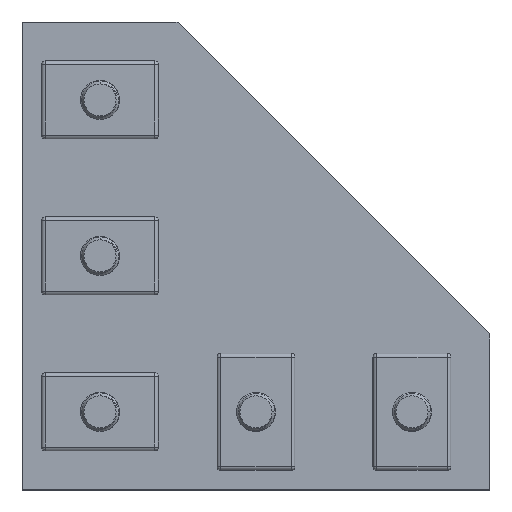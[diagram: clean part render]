
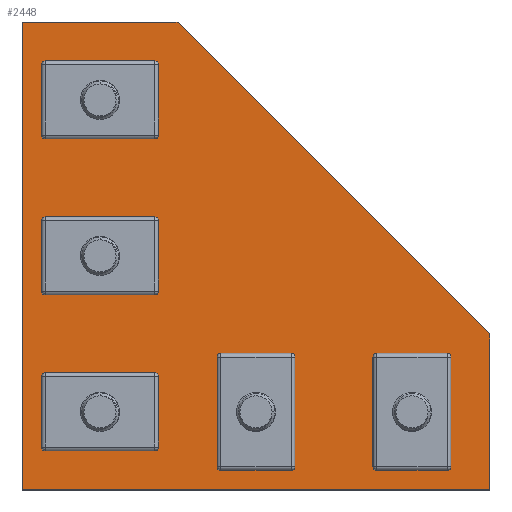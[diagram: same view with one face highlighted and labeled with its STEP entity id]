
A CAD part, top view. The second image highlights one B-rep face of the part: STEP entity #2448.
In plain terms, the highlighted planar face has unit normal (0, 0, 1).
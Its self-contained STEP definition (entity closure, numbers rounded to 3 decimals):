
#47 = EDGE_CURVE ( 'NONE', #6191, #5758, #5892, .T. ) ;
#60 = CIRCLE ( 'NONE', #5685, 2.5 ) ;
#73 = EDGE_CURVE ( 'NONE', #1171, #2034, #851, .T. ) ;
#149 = EDGE_CURVE ( 'NONE', #909, #6191, #5610, .T. ) ;
#195 = EDGE_CURVE ( 'NONE', #5642, #2218, #60, .T. ) ;
#234 = EDGE_CURVE ( 'NONE', #3434, #909, #3879, .T. ) ;
#235 = VECTOR ( 'NONE', #5365, 1000. ) ;
#292 = PLANE ( 'NONE',  #5738 ) ;
#303 = EDGE_CURVE ( 'NONE', #5708, #3434, #3571, .T. ) ;
#312 = ORIENTED_EDGE ( 'NONE', *, *, #303, .T. ) ;
#375 = CARTESIAN_POINT ( 'NONE',  ( 0., 0., 0. ) ) ;
#411 = CARTESIAN_POINT ( 'NONE',  ( 60., 0., 0. ) ) ;
#495 = CARTESIAN_POINT ( 'NONE',  ( 47.5, 10., 0. ) ) ;
#512 = AXIS2_PLACEMENT_3D ( 'NONE', #3609, #635, #3210 ) ;
#517 = EDGE_CURVE ( 'NONE', #2218, #5642, #1465, .T. ) ;
#528 = EDGE_CURVE ( 'NONE', #2034, #1171, #5214, .T. ) ;
#564 = EDGE_CURVE ( 'NONE', #1914, #3916, #6304, .T. ) ;
#580 = EDGE_CURVE ( 'NONE', #6252, #2361, #1173, .T. ) ;
#615 = EDGE_CURVE ( 'NONE', #5383, #3583, #1318, .T. ) ;
#635 = DIRECTION ( 'NONE',  ( 0., 0., 1. ) ) ;
#681 = CARTESIAN_POINT ( 'NONE',  ( 27.5, 10., 0. ) ) ;
#816 = CIRCLE ( 'NONE', #1463, 2.5 ) ;
#831 = DIRECTION ( 'NONE',  ( 1., 0., 0. ) ) ;
#836 = DIRECTION ( 'NONE',  ( 0., 0., 1. ) ) ;
#847 = CARTESIAN_POINT ( 'NONE',  ( 10., 10., 0. ) ) ;
#851 = CIRCLE ( 'NONE', #3766, 2.5 ) ;
#909 = VERTEX_POINT ( 'NONE', #4055 ) ;
#1108 = DIRECTION ( 'NONE',  ( 0., 0., 1. ) ) ;
#1119 = DIRECTION ( 'NONE',  ( 0., 0., 1. ) ) ;
#1157 = FACE_BOUND ( 'NONE', #3271, .T. ) ;
#1171 = VERTEX_POINT ( 'NONE', #3184 ) ;
#1173 = CIRCLE ( 'NONE', #2200, 2.5 ) ;
#1200 = AXIS2_PLACEMENT_3D ( 'NONE', #4197, #1225, #2917 ) ;
#1225 = DIRECTION ( 'NONE',  ( 0., 0., 1. ) ) ;
#1305 = DIRECTION ( 'NONE',  ( 0., 0., -1. ) ) ;
#1318 = CIRCLE ( 'NONE', #2514, 2.5 ) ;
#1463 = AXIS2_PLACEMENT_3D ( 'NONE', #4093, #1108, #4559 ) ;
#1465 = CIRCLE ( 'NONE', #5874, 2.5 ) ;
#1518 = EDGE_CURVE ( 'NONE', #5758, #5708, #3319, .T. ) ;
#1604 = ORIENTED_EDGE ( 'NONE', *, *, #517, .F. ) ;
#1914 = VERTEX_POINT ( 'NONE', #1976 ) ;
#1951 = EDGE_LOOP ( 'NONE', ( #2690, #312, #3391, #5327, #3505 ) ) ;
#1976 = CARTESIAN_POINT ( 'NONE',  ( 52.5, 10., 0. ) ) ;
#2034 = VERTEX_POINT ( 'NONE', #4977 ) ;
#2200 = AXIS2_PLACEMENT_3D ( 'NONE', #2873, #2867, #2859 ) ;
#2218 = VERTEX_POINT ( 'NONE', #3606 ) ;
#2361 = VERTEX_POINT ( 'NONE', #681 ) ;
#2364 = CARTESIAN_POINT ( 'NONE',  ( 7.5, 50., 0. ) ) ;
#2399 = VECTOR ( 'NONE', #4891, 1000. ) ;
#2448 = ADVANCED_FACE ( 'NONE', ( #3790, #2458, #2631, #1157, #6152, #4914 ), #292, .F. ) ;
#2458 = FACE_BOUND ( 'NONE', #5547, .T. ) ;
#2514 = AXIS2_PLACEMENT_3D ( 'NONE', #847, #836, #831 ) ;
#2579 = CARTESIAN_POINT ( 'NONE',  ( 10., 10., 0. ) ) ;
#2611 = CARTESIAN_POINT ( 'NONE',  ( 20., 60., 0. ) ) ;
#2631 = FACE_BOUND ( 'NONE', #4424, .T. ) ;
#2654 = CARTESIAN_POINT ( 'NONE',  ( 32.5, 10., 0. ) ) ;
#2661 = CIRCLE ( 'NONE', #5747, 2.5 ) ;
#2690 = ORIENTED_EDGE ( 'NONE', *, *, #1518, .T. ) ;
#2848 = DIRECTION ( 'NONE',  ( 0., -1., 0. ) ) ;
#2859 = DIRECTION ( 'NONE',  ( 1., 0., 0. ) ) ;
#2867 = DIRECTION ( 'NONE',  ( 0., 0., 1. ) ) ;
#2873 = CARTESIAN_POINT ( 'NONE',  ( 30., 10., 0. ) ) ;
#2917 = DIRECTION ( 'NONE',  ( 1., 0., 0. ) ) ;
#3077 = DIRECTION ( 'NONE',  ( 1., 0., 0. ) ) ;
#3144 = ORIENTED_EDGE ( 'NONE', *, *, #6145, .F. ) ;
#3184 = CARTESIAN_POINT ( 'NONE',  ( 7.5, 30., 0. ) ) ;
#3210 = DIRECTION ( 'NONE',  ( 1., 0., 0. ) ) ;
#3229 = DIRECTION ( 'NONE',  ( 1., 0., 0. ) ) ;
#3234 = DIRECTION ( 'NONE',  ( 0., 0., 1. ) ) ;
#3238 = CARTESIAN_POINT ( 'NONE',  ( 12.5, 10., 0. ) ) ;
#3244 = CARTESIAN_POINT ( 'NONE',  ( 10., 50., 0. ) ) ;
#3270 = CARTESIAN_POINT ( 'NONE',  ( 0., 0., 0. ) ) ;
#3271 = EDGE_LOOP ( 'NONE', ( #3751, #3144 ) ) ;
#3274 = ORIENTED_EDGE ( 'NONE', *, *, #528, .F. ) ;
#3319 = LINE ( 'NONE', #5735, #5877 ) ;
#3345 = EDGE_LOOP ( 'NONE', ( #1604, #6059 ) ) ;
#3350 = CARTESIAN_POINT ( 'NONE',  ( 0., 60., 0. ) ) ;
#3391 = ORIENTED_EDGE ( 'NONE', *, *, #234, .T. ) ;
#3434 = VERTEX_POINT ( 'NONE', #411 ) ;
#3505 = ORIENTED_EDGE ( 'NONE', *, *, #47, .T. ) ;
#3571 = LINE ( 'NONE', #4524, #4717 ) ;
#3583 = VERTEX_POINT ( 'NONE', #4443 ) ;
#3606 = CARTESIAN_POINT ( 'NONE',  ( 12.5, 50., 0. ) ) ;
#3609 = CARTESIAN_POINT ( 'NONE',  ( 10., 30., 0. ) ) ;
#3751 = ORIENTED_EDGE ( 'NONE', *, *, #580, .F. ) ;
#3766 = AXIS2_PLACEMENT_3D ( 'NONE', #5757, #5748, #5742 ) ;
#3790 = FACE_BOUND ( 'NONE', #3345, .T. ) ;
#3847 = EDGE_CURVE ( 'NONE', #3583, #5383, #5548, .T. ) ;
#3879 = LINE ( 'NONE', #4917, #2399 ) ;
#3916 = VERTEX_POINT ( 'NONE', #495 ) ;
#4055 = CARTESIAN_POINT ( 'NONE',  ( 60., 20., 0. ) ) ;
#4093 = CARTESIAN_POINT ( 'NONE',  ( 30., 10., 0. ) ) ;
#4099 = CARTESIAN_POINT ( 'NONE',  ( 50., 10., 0. ) ) ;
#4197 = CARTESIAN_POINT ( 'NONE',  ( 50., 10., 0. ) ) ;
#4396 = ORIENTED_EDGE ( 'NONE', *, *, #615, .F. ) ;
#4417 = EDGE_LOOP ( 'NONE', ( #4396, #5115 ) ) ;
#4424 = EDGE_LOOP ( 'NONE', ( #6123, #5145 ) ) ;
#4443 = CARTESIAN_POINT ( 'NONE',  ( 7.5, 10., 0. ) ) ;
#4489 = VECTOR ( 'NONE', #5842, 1000. ) ;
#4524 = CARTESIAN_POINT ( 'NONE',  ( 0., 0., 0. ) ) ;
#4543 = DIRECTION ( 'NONE',  ( 1., 0., 0. ) ) ;
#4559 = DIRECTION ( 'NONE',  ( 1., 0., 0. ) ) ;
#4568 = DIRECTION ( 'NONE',  ( 1., 0., 0. ) ) ;
#4717 = VECTOR ( 'NONE', #4543, 1000. ) ;
#4749 = DIRECTION ( 'NONE',  ( -1., 0., 0. ) ) ;
#4760 = AXIS2_PLACEMENT_3D ( 'NONE', #2579, #5958, #3077 ) ;
#4847 = DIRECTION ( 'NONE',  ( 1., 0., 0. ) ) ;
#4851 = DIRECTION ( 'NONE',  ( 0., 0., 1. ) ) ;
#4864 = CARTESIAN_POINT ( 'NONE',  ( 10., 50., 0. ) ) ;
#4891 = DIRECTION ( 'NONE',  ( 0., 1., 0. ) ) ;
#4914 = FACE_OUTER_BOUND ( 'NONE', #1951, .T. ) ;
#4917 = CARTESIAN_POINT ( 'NONE',  ( 60., 20., 0. ) ) ;
#4977 = CARTESIAN_POINT ( 'NONE',  ( 12.5, 30., 0. ) ) ;
#5115 = ORIENTED_EDGE ( 'NONE', *, *, #3847, .F. ) ;
#5137 = CARTESIAN_POINT ( 'NONE',  ( 20., 60., 0. ) ) ;
#5145 = ORIENTED_EDGE ( 'NONE', *, *, #5203, .F. ) ;
#5203 = EDGE_CURVE ( 'NONE', #3916, #1914, #2661, .T. ) ;
#5214 = CIRCLE ( 'NONE', #512, 2.5 ) ;
#5327 = ORIENTED_EDGE ( 'NONE', *, *, #149, .T. ) ;
#5365 = DIRECTION ( 'NONE',  ( -0.707, 0.707, 0. ) ) ;
#5383 = VERTEX_POINT ( 'NONE', #3238 ) ;
#5547 = EDGE_LOOP ( 'NONE', ( #3274, #5843 ) ) ;
#5548 = CIRCLE ( 'NONE', #4760, 2.5 ) ;
#5610 = LINE ( 'NONE', #5137, #235 ) ;
#5642 = VERTEX_POINT ( 'NONE', #2364 ) ;
#5685 = AXIS2_PLACEMENT_3D ( 'NONE', #4864, #4851, #4847 ) ;
#5708 = VERTEX_POINT ( 'NONE', #375 ) ;
#5735 = CARTESIAN_POINT ( 'NONE',  ( 0., 0., 0. ) ) ;
#5738 = AXIS2_PLACEMENT_3D ( 'NONE', #3270, #1305, #4749 ) ;
#5742 = DIRECTION ( 'NONE',  ( 1., 0., 0. ) ) ;
#5747 = AXIS2_PLACEMENT_3D ( 'NONE', #4099, #1119, #4568 ) ;
#5748 = DIRECTION ( 'NONE',  ( 0., 0., 1. ) ) ;
#5757 = CARTESIAN_POINT ( 'NONE',  ( 10., 30., 0. ) ) ;
#5758 = VERTEX_POINT ( 'NONE', #3350 ) ;
#5842 = DIRECTION ( 'NONE',  ( -1., 0., 0. ) ) ;
#5843 = ORIENTED_EDGE ( 'NONE', *, *, #73, .F. ) ;
#5865 = CARTESIAN_POINT ( 'NONE',  ( 0., 60., 0. ) ) ;
#5874 = AXIS2_PLACEMENT_3D ( 'NONE', #3244, #3234, #3229 ) ;
#5877 = VECTOR ( 'NONE', #2848, 1000. ) ;
#5892 = LINE ( 'NONE', #5865, #4489 ) ;
#5958 = DIRECTION ( 'NONE',  ( 0., 0., 1. ) ) ;
#6059 = ORIENTED_EDGE ( 'NONE', *, *, #195, .F. ) ;
#6123 = ORIENTED_EDGE ( 'NONE', *, *, #564, .F. ) ;
#6145 = EDGE_CURVE ( 'NONE', #2361, #6252, #816, .T. ) ;
#6152 = FACE_BOUND ( 'NONE', #4417, .T. ) ;
#6191 = VERTEX_POINT ( 'NONE', #2611 ) ;
#6252 = VERTEX_POINT ( 'NONE', #2654 ) ;
#6304 = CIRCLE ( 'NONE', #1200, 2.5 ) ;
